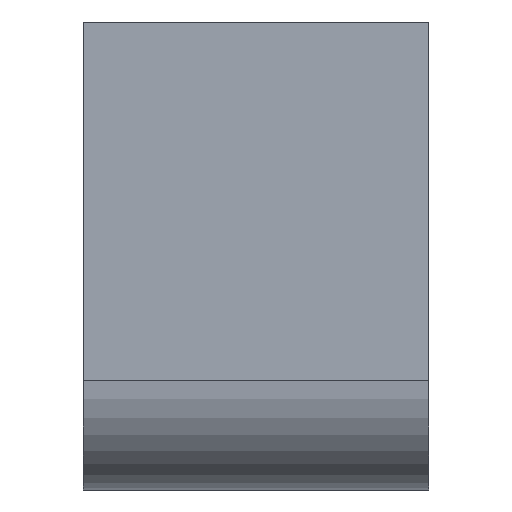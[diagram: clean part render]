
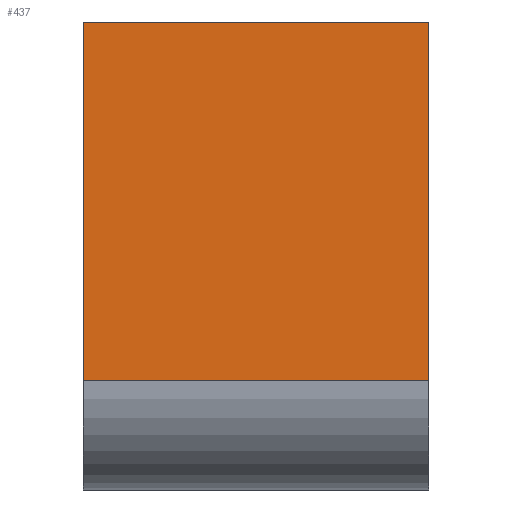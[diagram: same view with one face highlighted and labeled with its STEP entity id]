
A CAD part, front view. The second image highlights one B-rep face of the part: STEP entity #437.
In plain terms, the highlighted planar face has unit normal (0, -1, 0).
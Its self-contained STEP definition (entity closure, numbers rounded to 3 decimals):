
#33=PLANE('',#478);
#55=FACE_OUTER_BOUND('',#77,.T.);
#77=EDGE_LOOP('',(#377,#378,#379,#380));
#89=LINE('',#624,#145);
#93=LINE('',#633,#149);
#128=LINE('',#701,#184);
#132=LINE('',#709,#188);
#145=VECTOR('',#509,10.);
#149=VECTOR('',#517,10.);
#184=VECTOR('',#572,10.);
#188=VECTOR('',#580,10.);
#205=VERTEX_POINT('',#617);
#208=VERTEX_POINT('',#622);
#211=VERTEX_POINT('',#632);
#234=VERTEX_POINT('',#699);
#249=EDGE_CURVE('',#208,#205,#89,.T.);
#253=EDGE_CURVE('',#205,#211,#93,.T.);
#288=EDGE_CURVE('',#211,#234,#128,.T.);
#292=EDGE_CURVE('',#234,#208,#132,.T.);
#377=ORIENTED_EDGE('',*,*,#249,.F.);
#378=ORIENTED_EDGE('',*,*,#292,.F.);
#379=ORIENTED_EDGE('',*,*,#288,.F.);
#380=ORIENTED_EDGE('',*,*,#253,.F.);
#437=ADVANCED_FACE('',(#55),#33,.T.);
#478=AXIS2_PLACEMENT_3D('',#708,#578,#579);
#509=DIRECTION('',(-1.,0.,0.));
#517=DIRECTION('',(0.,0.,1.));
#572=DIRECTION('',(1.,0.,0.));
#578=DIRECTION('center_axis',(0.,-1.,0.));
#579=DIRECTION('ref_axis',(-1.,0.,0.));
#580=DIRECTION('',(0.,0.,-1.));
#617=CARTESIAN_POINT('',(-126.509,-52.548,0.6));
#622=CARTESIAN_POINT('',(-117.046,-52.548,0.6));
#624=CARTESIAN_POINT('',(-118.661,-52.548,0.6));
#632=CARTESIAN_POINT('',(-126.509,-52.548,10.4));
#633=CARTESIAN_POINT('',(-126.509,-52.548,4.));
#699=CARTESIAN_POINT('',(-117.046,-52.548,10.4));
#701=CARTESIAN_POINT('',(-118.661,-52.548,10.4));
#708=CARTESIAN_POINT('Origin',(-117.046,-52.548,4.));
#709=CARTESIAN_POINT('',(-117.046,-52.548,4.));
